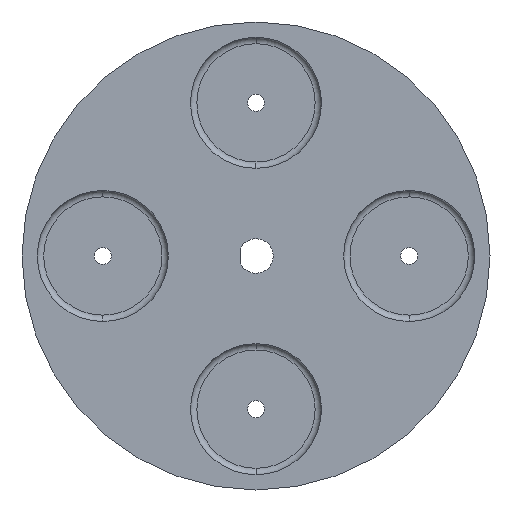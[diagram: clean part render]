
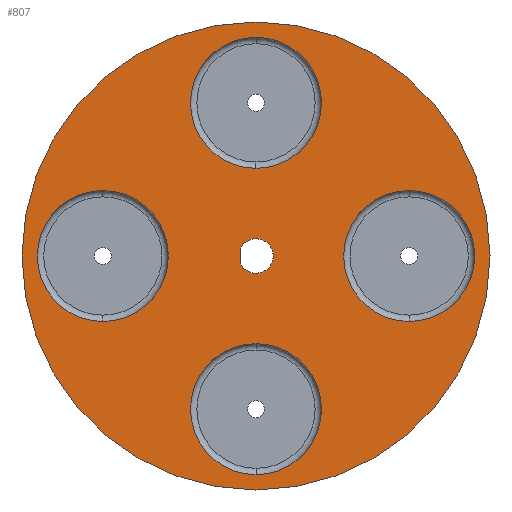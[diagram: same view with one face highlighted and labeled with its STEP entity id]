
A CAD part, left-side view. The second image highlights one B-rep face of the part: STEP entity #807.
In plain terms, the highlighted planar face has unit normal (-1, 0, 0).
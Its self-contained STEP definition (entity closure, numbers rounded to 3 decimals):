
#15 = VERTEX_POINT ( 'NONE', #1679 ) ;
#16 = AXIS2_PLACEMENT_3D ( 'NONE', #1385, #2035, #567 ) ;
#105 = FACE_BOUND ( 'NONE', #1907, .T. ) ;
#117 = CARTESIAN_POINT ( 'NONE',  ( 0., 0., -36. ) ) ;
#119 = CARTESIAN_POINT ( 'NONE',  ( 0., -36., 15.4 ) ) ;
#121 = CARTESIAN_POINT ( 'NONE',  ( 0., 0., 36. ) ) ;
#129 = AXIS2_PLACEMENT_3D ( 'NONE', #652, #347, #1992 ) ;
#146 = VERTEX_POINT ( 'NONE', #1156 ) ;
#151 = EDGE_CURVE ( 'NONE', #1426, #768, #570, .T. ) ;
#168 = EDGE_CURVE ( 'NONE', #1565, #15, #530, .T. ) ;
#176 = CARTESIAN_POINT ( 'NONE',  ( 0., 0., 0. ) ) ;
#177 = EDGE_LOOP ( 'NONE', ( #1484, #2002 ) ) ;
#185 = DIRECTION ( 'NONE',  ( 0., 0., -1. ) ) ;
#232 = DIRECTION ( 'NONE',  ( 1., 0., 0. ) ) ;
#236 = CIRCLE ( 'NONE', #726, 15.4 ) ;
#264 = DIRECTION ( 'NONE',  ( 0., 0., -1. ) ) ;
#312 = CIRCLE ( 'NONE', #2127, 4.05 ) ;
#313 = DIRECTION ( 'NONE',  ( -1., 0., 0. ) ) ;
#327 = DIRECTION ( 'NONE',  ( -1., 0., 0. ) ) ;
#329 = DIRECTION ( 'NONE',  ( 0., 0., 1. ) ) ;
#347 = DIRECTION ( 'NONE',  ( -1., 0., 0. ) ) ;
#383 = EDGE_CURVE ( 'NONE', #146, #1003, #2131, .T. ) ;
#397 = EDGE_LOOP ( 'NONE', ( #1855, #697 ) ) ;
#409 = VECTOR ( 'NONE', #1131, 1000. ) ;
#420 = AXIS2_PLACEMENT_3D ( 'NONE', #2007, #327, #1671 ) ;
#444 = EDGE_LOOP ( 'NONE', ( #1313, #1002 ) ) ;
#456 = CARTESIAN_POINT ( 'NONE',  ( 0., 0., 0. ) ) ;
#483 = ORIENTED_EDGE ( 'NONE', *, *, #383, .F. ) ;
#530 = CIRCLE ( 'NONE', #2004, 15.4 ) ;
#564 = DIRECTION ( 'NONE',  ( 0., 0., -1. ) ) ;
#567 = DIRECTION ( 'NONE',  ( 0., 0., -1. ) ) ;
#570 = CIRCLE ( 'NONE', #741, 4.05 ) ;
#579 = DIRECTION ( 'NONE',  ( -1., 0., 0. ) ) ;
#597 = AXIS2_PLACEMENT_3D ( 'NONE', #1028, #1827, #1189 ) ;
#601 = CARTESIAN_POINT ( 'NONE',  ( 0., 36., 0. ) ) ;
#610 = CARTESIAN_POINT ( 'NONE',  ( 0., 0., -51.4 ) ) ;
#615 = EDGE_CURVE ( 'NONE', #1003, #146, #1823, .T. ) ;
#647 = VERTEX_POINT ( 'NONE', #720 ) ;
#652 = CARTESIAN_POINT ( 'NONE',  ( 0., -36., 0. ) ) ;
#696 = CIRCLE ( 'NONE', #420, 15.4 ) ;
#697 = ORIENTED_EDGE ( 'NONE', *, *, #1011, .F. ) ;
#700 = CARTESIAN_POINT ( 'NONE',  ( 0., 0., 51.4 ) ) ;
#720 = CARTESIAN_POINT ( 'NONE',  ( 0., 36., 15.4 ) ) ;
#721 = EDGE_LOOP ( 'NONE', ( #483, #1701 ) ) ;
#726 = AXIS2_PLACEMENT_3D ( 'NONE', #2112, #313, #329 ) ;
#741 = AXIS2_PLACEMENT_3D ( 'NONE', #176, #2119, #185 ) ;
#742 = VERTEX_POINT ( 'NONE', #1194 ) ;
#762 = VERTEX_POINT ( 'NONE', #856 ) ;
#768 = VERTEX_POINT ( 'NONE', #1218 ) ;
#769 = DIRECTION ( 'NONE',  ( 0., 0., 1. ) ) ;
#782 = DIRECTION ( 'NONE',  ( 1., 0., 0. ) ) ;
#792 = CIRCLE ( 'NONE', #129, 15.4 ) ;
#803 = CARTESIAN_POINT ( 'NONE',  ( 0., 3.6, 1.855 ) ) ;
#807 = ADVANCED_FACE ( 'NONE', ( #1601, #2070, #2047, #1270, #105, #1407 ), #2087, .F. ) ;
#841 = VERTEX_POINT ( 'NONE', #1397 ) ;
#856 = CARTESIAN_POINT ( 'NONE',  ( 0., 36., -15.4 ) ) ;
#892 = ORIENTED_EDGE ( 'NONE', *, *, #1505, .F. ) ;
#899 = AXIS2_PLACEMENT_3D ( 'NONE', #601, #579, #769 ) ;
#921 = CARTESIAN_POINT ( 'NONE',  ( 0., 0., 0. ) ) ;
#933 = CIRCLE ( 'NONE', #1345, 55. ) ;
#984 = DIRECTION ( 'NONE',  ( 0., 0., 1. ) ) ;
#1002 = ORIENTED_EDGE ( 'NONE', *, *, #1252, .F. ) ;
#1003 = VERTEX_POINT ( 'NONE', #610 ) ;
#1011 = EDGE_CURVE ( 'NONE', #762, #647, #1825, .T. ) ;
#1024 = AXIS2_PLACEMENT_3D ( 'NONE', #1963, #1981, #1354 ) ;
#1026 = VERTEX_POINT ( 'NONE', #1097 ) ;
#1028 = CARTESIAN_POINT ( 'NONE',  ( 0., 0., 0. ) ) ;
#1097 = CARTESIAN_POINT ( 'NONE',  ( 0., 0., -55. ) ) ;
#1127 = EDGE_CURVE ( 'NONE', #841, #1026, #1170, .T. ) ;
#1131 = DIRECTION ( 'NONE',  ( 0., 0., -1. ) ) ;
#1140 = ORIENTED_EDGE ( 'NONE', *, *, #151, .F. ) ;
#1156 = CARTESIAN_POINT ( 'NONE',  ( 0., 0., -20.6 ) ) ;
#1170 = CIRCLE ( 'NONE', #597, 55. ) ;
#1183 = EDGE_CURVE ( 'NONE', #647, #762, #696, .T. ) ;
#1189 = DIRECTION ( 'NONE',  ( 0., 0., -1. ) ) ;
#1194 = CARTESIAN_POINT ( 'NONE',  ( 0., -36., -15.4 ) ) ;
#1206 = ORIENTED_EDGE ( 'NONE', *, *, #1264, .F. ) ;
#1218 = CARTESIAN_POINT ( 'NONE',  ( 0., 0., -4.05 ) ) ;
#1249 = CARTESIAN_POINT ( 'NONE',  ( 0., 0., 4.05 ) ) ;
#1252 = EDGE_CURVE ( 'NONE', #1026, #841, #933, .T. ) ;
#1264 = EDGE_CURVE ( 'NONE', #1716, #1406, #312, .T. ) ;
#1270 = FACE_BOUND ( 'NONE', #721, .T. ) ;
#1293 = DIRECTION ( 'NONE',  ( -1., 0., 0. ) ) ;
#1313 = ORIENTED_EDGE ( 'NONE', *, *, #1127, .F. ) ;
#1345 = AXIS2_PLACEMENT_3D ( 'NONE', #1706, #232, #264 ) ;
#1350 = EDGE_CURVE ( 'NONE', #1406, #1426, #1551, .T. ) ;
#1354 = DIRECTION ( 'NONE',  ( 0., 0., 1. ) ) ;
#1385 = CARTESIAN_POINT ( 'NONE',  ( 0., 0., 0. ) ) ;
#1397 = CARTESIAN_POINT ( 'NONE',  ( 0., 0., 55. ) ) ;
#1406 = VERTEX_POINT ( 'NONE', #2082 ) ;
#1407 = FACE_OUTER_BOUND ( 'NONE', #444, .T. ) ;
#1426 = VERTEX_POINT ( 'NONE', #1583 ) ;
#1433 = DIRECTION ( 'NONE',  ( 0., 0., 1. ) ) ;
#1457 = VERTEX_POINT ( 'NONE', #119 ) ;
#1484 = ORIENTED_EDGE ( 'NONE', *, *, #168, .F. ) ;
#1489 = AXIS2_PLACEMENT_3D ( 'NONE', #117, #2089, #1433 ) ;
#1493 = CARTESIAN_POINT ( 'NONE',  ( 0., 0., -36. ) ) ;
#1505 = EDGE_CURVE ( 'NONE', #1457, #742, #792, .T. ) ;
#1527 = ORIENTED_EDGE ( 'NONE', *, *, #1860, .F. ) ;
#1540 = ORIENTED_EDGE ( 'NONE', *, *, #1350, .F. ) ;
#1551 = LINE ( 'NONE', #803, #409 ) ;
#1565 = VERTEX_POINT ( 'NONE', #700 ) ;
#1583 = CARTESIAN_POINT ( 'NONE',  ( 0., 3.6, -1.855 ) ) ;
#1584 = EDGE_CURVE ( 'NONE', #15, #1565, #1952, .T. ) ;
#1601 = FACE_BOUND ( 'NONE', #397, .T. ) ;
#1671 = DIRECTION ( 'NONE',  ( 0., 0., 1. ) ) ;
#1679 = CARTESIAN_POINT ( 'NONE',  ( 0., 0., 20.6 ) ) ;
#1693 = EDGE_LOOP ( 'NONE', ( #892, #1527 ) ) ;
#1701 = ORIENTED_EDGE ( 'NONE', *, *, #615, .F. ) ;
#1706 = CARTESIAN_POINT ( 'NONE',  ( 0., 0., 0. ) ) ;
#1716 = VERTEX_POINT ( 'NONE', #1249 ) ;
#1761 = DIRECTION ( 'NONE',  ( 0., 0., -1. ) ) ;
#1823 = CIRCLE ( 'NONE', #1893, 15.4 ) ;
#1825 = CIRCLE ( 'NONE', #899, 15.4 ) ;
#1827 = DIRECTION ( 'NONE',  ( 1., 0., 0. ) ) ;
#1834 = DIRECTION ( 'NONE',  ( -1., 0., 0. ) ) ;
#1855 = ORIENTED_EDGE ( 'NONE', *, *, #1183, .F. ) ;
#1860 = EDGE_CURVE ( 'NONE', #742, #1457, #236, .T. ) ;
#1866 = ORIENTED_EDGE ( 'NONE', *, *, #2053, .F. ) ;
#1884 = CIRCLE ( 'NONE', #16, 4.05 ) ;
#1893 = AXIS2_PLACEMENT_3D ( 'NONE', #1493, #1293, #2140 ) ;
#1907 = EDGE_LOOP ( 'NONE', ( #1540, #1206, #1866, #1140 ) ) ;
#1927 = AXIS2_PLACEMENT_3D ( 'NONE', #456, #782, #1761 ) ;
#1952 = CIRCLE ( 'NONE', #1024, 15.4 ) ;
#1963 = CARTESIAN_POINT ( 'NONE',  ( 0., 0., 36. ) ) ;
#1981 = DIRECTION ( 'NONE',  ( -1., 0., 0. ) ) ;
#1992 = DIRECTION ( 'NONE',  ( 0., 0., 1. ) ) ;
#2002 = ORIENTED_EDGE ( 'NONE', *, *, #1584, .F. ) ;
#2004 = AXIS2_PLACEMENT_3D ( 'NONE', #121, #1834, #984 ) ;
#2007 = CARTESIAN_POINT ( 'NONE',  ( 0., 36., 0. ) ) ;
#2035 = DIRECTION ( 'NONE',  ( -1., 0., 0. ) ) ;
#2047 = FACE_BOUND ( 'NONE', #1693, .T. ) ;
#2050 = DIRECTION ( 'NONE',  ( -1., 0., 0. ) ) ;
#2053 = EDGE_CURVE ( 'NONE', #768, #1716, #1884, .T. ) ;
#2070 = FACE_BOUND ( 'NONE', #177, .T. ) ;
#2082 = CARTESIAN_POINT ( 'NONE',  ( 0., 3.6, 1.855 ) ) ;
#2087 = PLANE ( 'NONE',  #1927 ) ;
#2089 = DIRECTION ( 'NONE',  ( -1., 0., 0. ) ) ;
#2112 = CARTESIAN_POINT ( 'NONE',  ( 0., -36., 0. ) ) ;
#2119 = DIRECTION ( 'NONE',  ( -1., 0., 0. ) ) ;
#2127 = AXIS2_PLACEMENT_3D ( 'NONE', #921, #2050, #564 ) ;
#2131 = CIRCLE ( 'NONE', #1489, 15.4 ) ;
#2140 = DIRECTION ( 'NONE',  ( 0., 0., 1. ) ) ;
